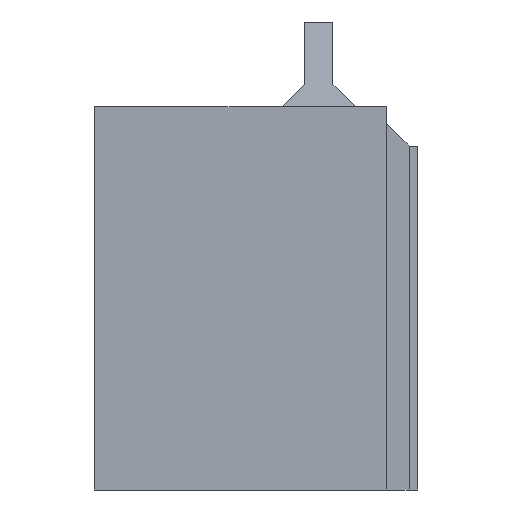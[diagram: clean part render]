
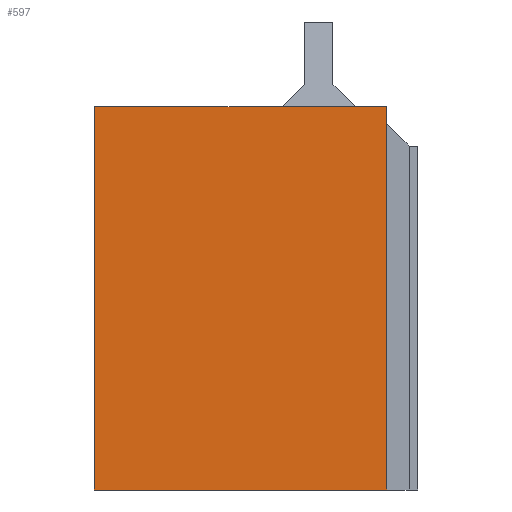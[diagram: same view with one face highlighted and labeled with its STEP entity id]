
A CAD part, left-side view. The second image highlights one B-rep face of the part: STEP entity #597.
In plain terms, the highlighted planar face has unit normal (-1, 0, 0).
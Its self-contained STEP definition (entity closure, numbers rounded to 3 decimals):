
#43=FACE_OUTER_BOUND('',#76,.T.);
#76=EDGE_LOOP('',(#508,#509,#510,#511,#512,#513));
#134=LINE('',#908,#215);
#140=LINE('',#918,#221);
#148=LINE('',#935,#229);
#151=LINE('',#939,#232);
#153=LINE('',#944,#234);
#156=LINE('',#949,#237);
#215=VECTOR('',#735,10.);
#221=VECTOR('',#745,10.);
#229=VECTOR('',#765,10.);
#232=VECTOR('',#770,10.);
#234=VECTOR('',#776,10.);
#237=VECTOR('',#781,10.);
#245=VERTEX_POINT('',#800);
#249=VERTEX_POINT('',#812);
#282=VERTEX_POINT('',#901);
#285=VERTEX_POINT('',#906);
#290=VERTEX_POINT('',#934);
#291=VERTEX_POINT('',#943);
#348=EDGE_CURVE('',#285,#282,#134,.T.);
#354=EDGE_CURVE('',#245,#282,#140,.T.);
#362=EDGE_CURVE('',#290,#249,#148,.T.);
#365=EDGE_CURVE('',#249,#245,#151,.T.);
#367=EDGE_CURVE('',#290,#291,#153,.T.);
#370=EDGE_CURVE('',#291,#285,#156,.T.);
#508=ORIENTED_EDGE('',*,*,#370,.F.);
#509=ORIENTED_EDGE('',*,*,#367,.F.);
#510=ORIENTED_EDGE('',*,*,#362,.T.);
#511=ORIENTED_EDGE('',*,*,#365,.T.);
#512=ORIENTED_EDGE('',*,*,#354,.T.);
#513=ORIENTED_EDGE('',*,*,#348,.F.);
#565=PLANE('',#643);
#597=ADVANCED_FACE('',(#43),#565,.T.);
#643=AXIS2_PLACEMENT_3D('',#948,#779,#780);
#735=DIRECTION('',(0.,0.,1.));
#745=DIRECTION('',(0.,1.,0.));
#765=DIRECTION('',(0.,1.,0.));
#770=DIRECTION('',(0.,1.,0.));
#776=DIRECTION('',(0.,0.,-1.));
#779=DIRECTION('center_axis',(-1.,0.,0.));
#780=DIRECTION('ref_axis',(0.,1.,0.));
#781=DIRECTION('',(0.,1.,0.));
#800=CARTESIAN_POINT('',(0.,19.5,0.));
#812=CARTESIAN_POINT('',(0.,6.5,0.));
#901=CARTESIAN_POINT('',(0.,52.8,0.));
#906=CARTESIAN_POINT('',(0.,52.8,-68.));
#908=CARTESIAN_POINT('',(0.,52.8,0.));
#918=CARTESIAN_POINT('',(0.,51.,0.));
#934=CARTESIAN_POINT('',(0.,1.,0.));
#935=CARTESIAN_POINT('',(0.,1.,0.));
#939=CARTESIAN_POINT('',(0.,51.,0.));
#943=CARTESIAN_POINT('',(0.,1.,-68.));
#944=CARTESIAN_POINT('',(0.,1.,0.));
#948=CARTESIAN_POINT('Origin',(0.,1.,0.));
#949=CARTESIAN_POINT('',(0.,1.,-68.));
